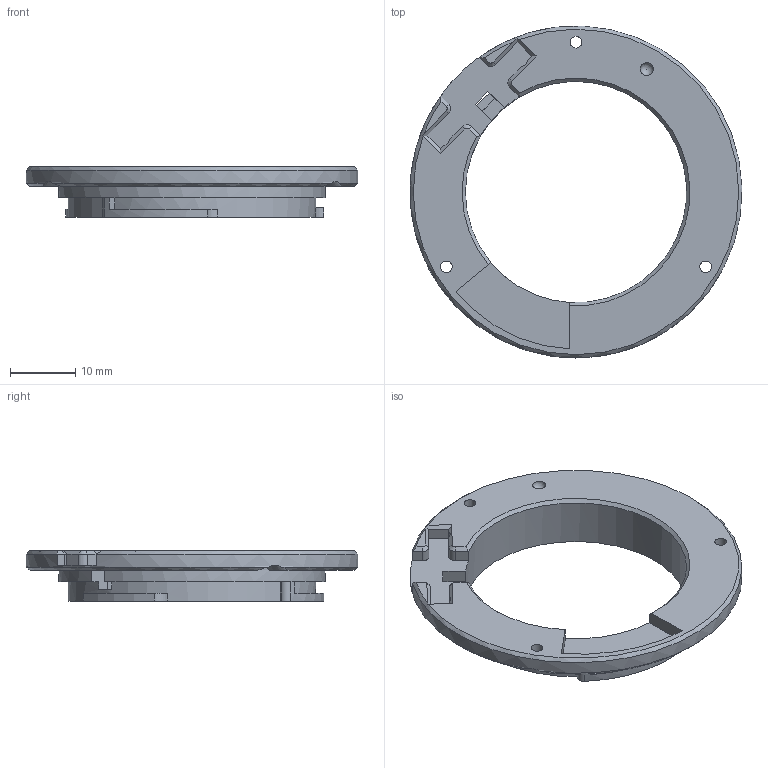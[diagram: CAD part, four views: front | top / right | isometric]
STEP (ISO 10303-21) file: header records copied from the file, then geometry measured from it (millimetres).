
FILE_DESCRIPTION(/* description */ ('Unknown'),/* implementation_level */ '2;1');
FILE_NAME(/* name */ 'mountLensDumbBody_CFD_PENF',/* time_stamp */ '2025-03-07T12:43:58-10:00',/* author */ ('Unknown'),/* organization */ ('Unknown'),/* preprocessor_version */ 'ST-DEVELOPER v18.1',/* originating_system */ 'Solid Edge',/* authorisation */ 'Unknown');
FILE_SCHEMA (('AUTOMOTIVE_DESIGN {1 0 10303 214 3 1 1}'));
Length unit declared in the file: millimetre
Products named in the file (2): dumbAdapter_PENF; mountLensDumbBody_CFD_PENF
Assembly tree (1 placements, depth 2):
  dumbAdapter_PENF
    mountLensDumbBody_CFD_PENF
Bounding box: 50.98 x 51 x 7.75 mm (x, y, z)
Volume: 4216.2 mm3; surface area: 4285.6 mm2
Topology: 1 solids, 1 shells, 85 faces, 243 edges, 157 vertices
Faces by surface type: plane 45, cylinder 26, cone 13, sphere 1
Full cylindrical faces by diameter (mm): 1.8 x3, 34 x1, 51 x1
Entity records: 2757 total; most frequent: CARTESIAN_POINT 533, DIRECTION 470, ORIENTED_EDGE 448, EDGE_CURVE 224, AXIS2_PLACEMENT_3D 180, VERTEX_POINT 147, LINE 110, VECTOR 110
